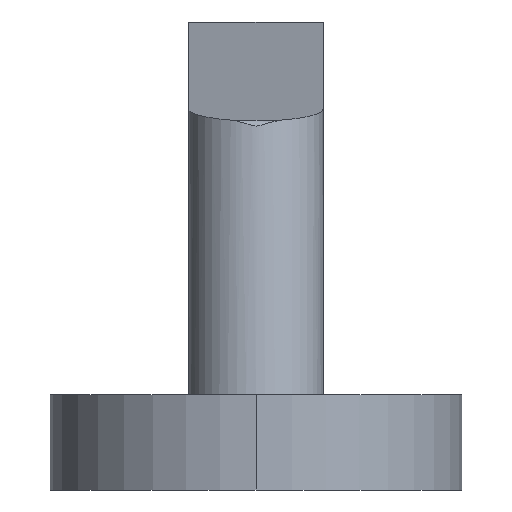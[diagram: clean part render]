
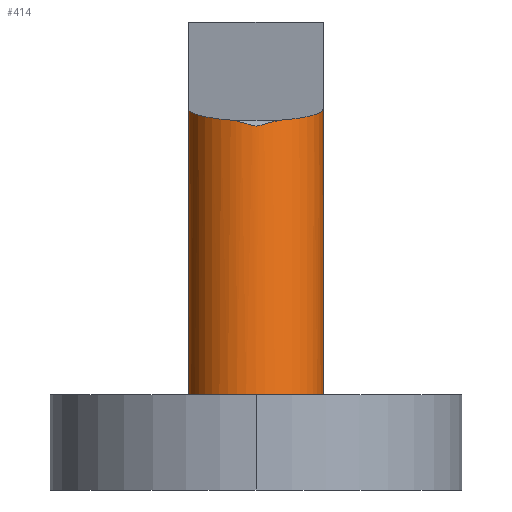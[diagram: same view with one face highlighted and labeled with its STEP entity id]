
A CAD part, left-side view. The second image highlights one B-rep face of the part: STEP entity #414.
In plain terms, the highlighted cylindrical face has radius 9.5 mm (diameter 19 mm), a partial arc.
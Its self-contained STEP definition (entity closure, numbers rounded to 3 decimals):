
#229=CARTESIAN_POINT('',(-19.421,-9.5,13.4));
#230=VERTEX_POINT('',#229);
#237=CARTESIAN_POINT('',(-19.421,9.5,13.4));
#238=VERTEX_POINT('',#237);
#239=CARTESIAN_POINT('',(-19.421,0.,13.4));
#240=DIRECTION('',(0.0,0.0,1.0));
#241=DIRECTION('',(-1.0,0.0,0.0));
#242=AXIS2_PLACEMENT_3D('',#239,#240,#241);
#243=ELLIPSE('',#242,9.579,9.5);
#244=EDGE_CURVE('',#238,#230,#243,.T.);
#292=CARTESIAN_POINT('',(-23.283,3.566,52.096));
#293=VERTEX_POINT('',#292);
#294=CARTESIAN_POINT('',(-14.196,9.5,53.698));
#295=VERTEX_POINT('',#294);
#296=CARTESIAN_POINT('',(-14.196,0.,53.698));
#297=DIRECTION('',(0.174,0.,-0.985));
#298=DIRECTION('',(-0.985,0.,-0.174));
#299=AXIS2_PLACEMENT_3D('',#296,#297,#298);
#300=ELLIPSE('',#299,9.955,9.5);
#301=EDGE_CURVE('',#293,#295,#300,.T.);
#303=CARTESIAN_POINT('',(-23.283,-3.566,52.096));
#304=VERTEX_POINT('',#303);
#311=CARTESIAN_POINT('',(-14.196,-9.5,53.698));
#312=VERTEX_POINT('',#311);
#313=CARTESIAN_POINT('',(-14.196,0.,53.698));
#314=DIRECTION('',(0.174,0.,-0.985));
#315=DIRECTION('',(-0.985,0.,-0.174));
#316=AXIS2_PLACEMENT_3D('',#313,#314,#315);
#317=ELLIPSE('',#316,9.955,9.5);
#318=EDGE_CURVE('',#312,#304,#317,.T.);
#350=CARTESIAN_POINT('',(-24.094,0.0,51.242));
#351=VERTEX_POINT('',#350);
#352=CARTESIAN_POINT('',(-24.094,0.,51.242));
#353=CARTESIAN_POINT('',(-24.094,0.097,51.242));
#354=CARTESIAN_POINT('',(-24.091,0.192,51.254));
#355=CARTESIAN_POINT('',(-24.081,0.379,51.29));
#356=CARTESIAN_POINT('',(-24.074,0.472,51.313));
#357=CARTESIAN_POINT('',(-24.047,0.749,51.389));
#358=CARTESIAN_POINT('',(-24.023,0.935,51.446));
#359=CARTESIAN_POINT('',(-23.933,1.499,51.617));
#360=CARTESIAN_POINT('',(-23.849,1.882,51.731));
#361=CARTESIAN_POINT('',(-23.635,2.643,51.929));
#362=CARTESIAN_POINT('',(-23.505,3.023,52.013));
#363=CARTESIAN_POINT('',(-23.332,3.45,52.08));
#364=CARTESIAN_POINT('',(-23.308,3.508,52.088));
#365=CARTESIAN_POINT('',(-23.283,3.566,52.096));
#366=B_SPLINE_CURVE_WITH_KNOTS('',3,(#352,#353,#354,#355,#356,#357,#358,#359,#360,#361,#362,#363,#364,#365),.UNSPECIFIED.,.F.,.U.,(4,2,2,2,2,2,4),(8.416,8.708,9.001,9.585,10.755,11.925,12.109),.UNSPECIFIED.);
#367=EDGE_CURVE('',#351,#293,#366,.T.);
#369=CARTESIAN_POINT('',(-23.283,-3.566,52.096));
#370=CARTESIAN_POINT('',(-23.308,-3.508,52.088));
#371=CARTESIAN_POINT('',(-23.332,-3.45,52.08));
#372=CARTESIAN_POINT('',(-23.505,-3.023,52.013));
#373=CARTESIAN_POINT('',(-23.635,-2.643,51.929));
#374=CARTESIAN_POINT('',(-23.849,-1.882,51.731));
#375=CARTESIAN_POINT('',(-23.933,-1.499,51.617));
#376=CARTESIAN_POINT('',(-24.023,-0.935,51.446));
#377=CARTESIAN_POINT('',(-24.047,-0.749,51.389));
#378=CARTESIAN_POINT('',(-24.074,-0.472,51.313));
#379=CARTESIAN_POINT('',(-24.081,-0.379,51.29));
#380=CARTESIAN_POINT('',(-24.091,-0.192,51.254));
#381=CARTESIAN_POINT('',(-24.094,-0.097,51.242));
#382=CARTESIAN_POINT('',(-24.094,0.0,51.242));
#383=B_SPLINE_CURVE_WITH_KNOTS('',3,(#369,#370,#371,#372,#373,#374,#375,#376,#377,#378,#379,#380,#381,#382),.UNSPECIFIED.,.F.,.U.,(4,2,2,2,2,2,4),(4.722,4.906,6.076,7.245,7.83,8.123,8.415),.UNSPECIFIED.);
#384=EDGE_CURVE('',#304,#351,#383,.T.);
#390=CARTESIAN_POINT('',(-14.458,0.0,51.682));
#391=DIRECTION('',(0.129,0.,0.992));
#392=DIRECTION('',(-0.701,-0.707,0.091));
#393=AXIS2_PLACEMENT_3D('',#390,#391,#392);
#394=CYLINDRICAL_SURFACE('',#393,9.5);
#395=ORIENTED_EDGE('',*,*,#384,.T.);
#396=ORIENTED_EDGE('',*,*,#367,.T.);
#397=ORIENTED_EDGE('',*,*,#301,.T.);
#398=CARTESIAN_POINT('',(-14.196,9.5,53.698));
#399=DIRECTION('',(-0.129,0.,-0.992));
#400=VECTOR('',#399,40.636);
#401=LINE('',#398,#400);
#402=EDGE_CURVE('',#295,#238,#401,.T.);
#403=ORIENTED_EDGE('',*,*,#402,.T.);
#404=ORIENTED_EDGE('',*,*,#244,.T.);
#405=CARTESIAN_POINT('',(-19.421,-9.5,13.4));
#406=DIRECTION('',(0.129,0.,0.992));
#407=VECTOR('',#406,40.636);
#408=LINE('',#405,#407);
#409=EDGE_CURVE('',#230,#312,#408,.T.);
#410=ORIENTED_EDGE('',*,*,#409,.T.);
#411=ORIENTED_EDGE('',*,*,#318,.T.);
#412=EDGE_LOOP('',(#395,#396,#397,#403,#404,#410,#411));
#413=FACE_OUTER_BOUND('',#412,.T.);
#414=ADVANCED_FACE('',(#413),#394,.T.);
